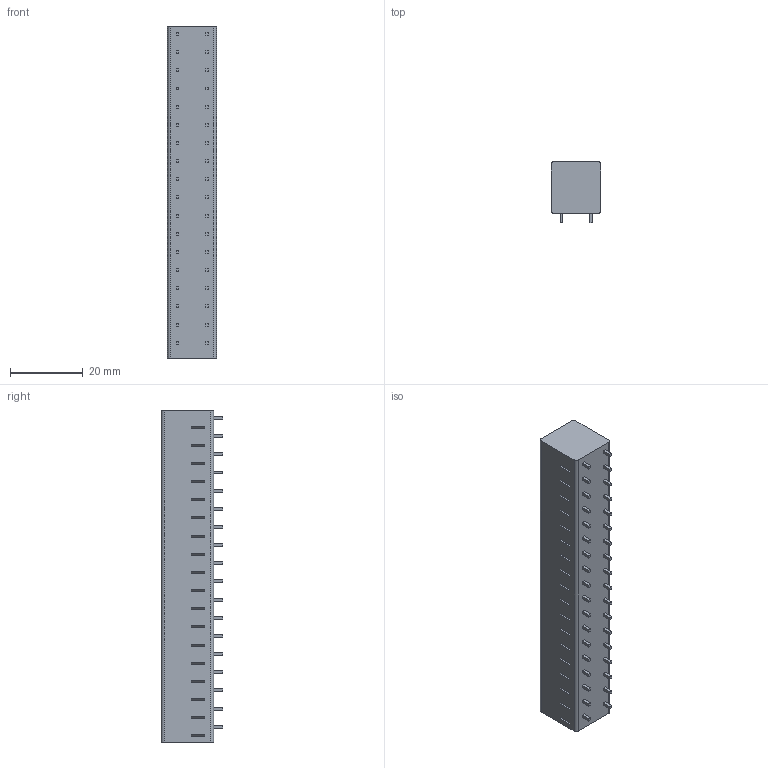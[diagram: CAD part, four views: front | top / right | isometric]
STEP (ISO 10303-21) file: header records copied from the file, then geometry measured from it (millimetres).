
FILE_DESCRIPTION((''),'2;1');
FILE_NAME('PRT0009','2024-09-23T',('sj'),(''),'PRO/ENGINEER BY PARAMETRIC TECHNOLOGY CORPORATION, 2013240','PRO/ENGINEER BY PARAMETRIC TECHNOLOGY CORPORATION, 2013240','');
FILE_SCHEMA(('AUTOMOTIVE_DESIGN_CC2 { 1 2 10303 214 -1 1 5 2 }'));
Length unit declared in the file: millimetre
Products named in the file (1): PRT0009
Bounding box: 13.5 x 16.9 x 91.4 mm (x, y, z)
Volume: 16889.1 mm3; surface area: 6571.1 mm2
Topology: 1 solids, 1 shells, 946 faces, 2238 edges, 1420 vertices
Faces by surface type: plane 510, cylinder 292, torus 72, cone 36, bspline 36
Entity records: 28646 total; most frequent: CARTESIAN_POINT 6704, DIRECTION 4570, ORIENTED_EDGE 4476, EDGE_CURVE 2238, AXIS2_PLACEMENT_3D 1602, VERTEX_POINT 1420, VECTOR 1366, LINE 1366
